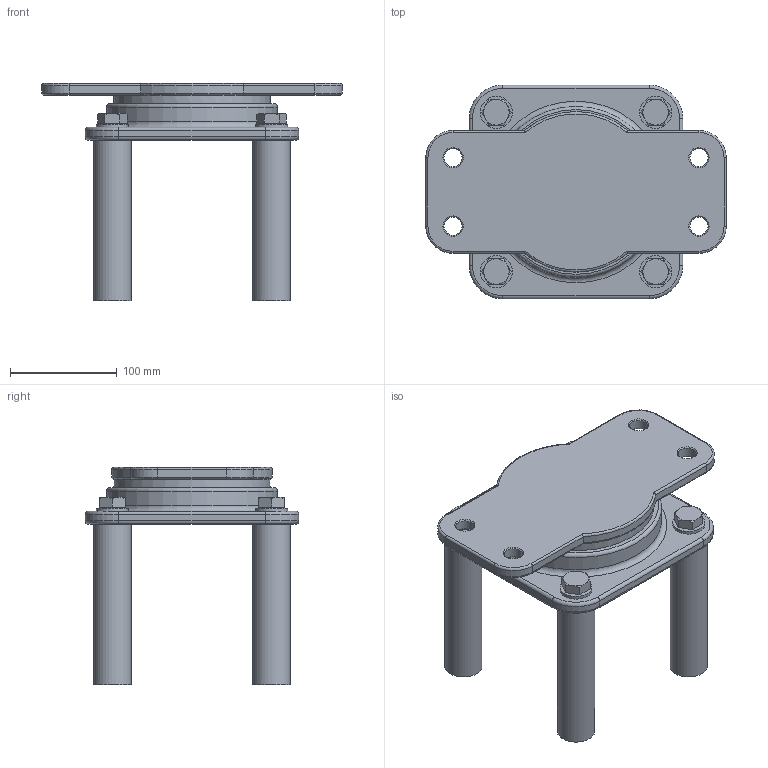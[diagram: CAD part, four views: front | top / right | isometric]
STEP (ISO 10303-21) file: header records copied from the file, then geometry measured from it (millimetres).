
FILE_DESCRIPTION(/* description */ (''),/* implementation_level */ '2;1');
FILE_NAME(/* name */ 'Tobe FR-4 10 F, innfesting mot stl over FORENKLET.stp',/* time_stamp */ '2024-03-19T12:13:29+01:00',/* author */ ('Kristian'),/* organization */ (''),/* preprocessor_version */ 'ST-DEVELOPER v19.2',/* originating_system */ 'Autodesk Inventor 2024',/* authorisation */ '');
FILE_SCHEMA (('AUTOMOTIVE_DESIGN { 1 0 10303 214 3 1 1 }'));
Length unit declared in the file: millimetre
Products named in the file (1): Tobe FR-4 10 F, innfesting mot stål over FORENKLET
Bounding box: 281 x 200 x 203 mm (x, y, z)
Volume: 2007199.4 mm3; surface area: 220971.1 mm2
Topology: 1 solids, 10 shells, 217 faces, 442 edges, 262 vertices
Faces by surface type: plane 73, cylinder 69, cone 52, torus 23
Full cylindrical faces by diameter (mm): 13.835 x4, 14.917 x4, 16 x4, 17 x12, 22 x4, 30 x4, 35 x4, 129 x1, 146 x1, 160 x1
Entity records: 5955 total; most frequent: CARTESIAN_POINT 1118, DIRECTION 1025, ORIENTED_EDGE 876, EDGE_CURVE 438, AXIS2_PLACEMENT_3D 425, VERTEX_POINT 262, EDGE_LOOP 256, STYLED_ITEM 218
